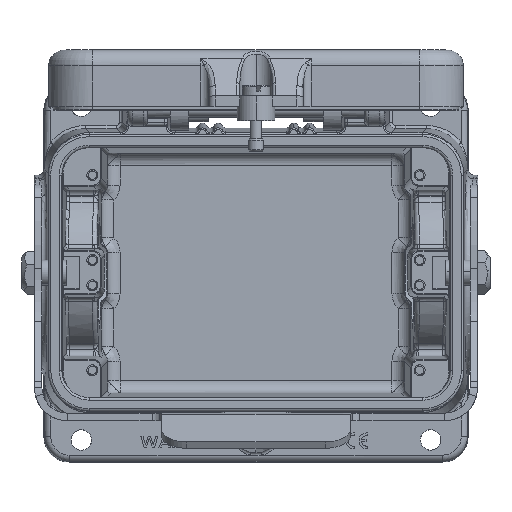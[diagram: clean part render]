
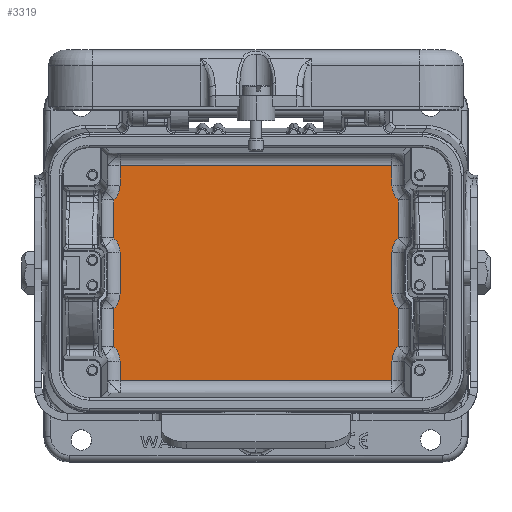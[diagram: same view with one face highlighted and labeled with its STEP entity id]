
A CAD part, top view. The second image highlights one B-rep face of the part: STEP entity #3319.
In plain terms, the highlighted planar face has unit normal (0, 0, 1).
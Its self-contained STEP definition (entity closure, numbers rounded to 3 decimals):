
#1248=FACE_OUTER_BOUND('',#7131,.T.);
#2419=B_SPLINE_CURVE_WITH_KNOTS('',3,(#30843,#30844,#30845,#30846),
 .UNSPECIFIED.,.F.,.F.,(4,4),(0.,1.),.UNSPECIFIED.);
#2420=B_SPLINE_CURVE_WITH_KNOTS('',3,(#30851,#30852,#30853,#30854),
 .UNSPECIFIED.,.F.,.F.,(4,4),(0.,1.),.UNSPECIFIED.);
#2421=B_SPLINE_CURVE_WITH_KNOTS('',3,(#30859,#30860,#30861,#30862),
 .UNSPECIFIED.,.F.,.F.,(4,4),(0.,1.),.UNSPECIFIED.);
#2422=B_SPLINE_CURVE_WITH_KNOTS('',3,(#30866,#30867,#30868,#30869),
 .UNSPECIFIED.,.F.,.F.,(4,4),(0.,1.),.UNSPECIFIED.);
#2423=B_SPLINE_CURVE_WITH_KNOTS('',3,(#30873,#30874,#30875,#30876),
 .UNSPECIFIED.,.F.,.F.,(4,4),(0.,1.),.UNSPECIFIED.);
#2424=B_SPLINE_CURVE_WITH_KNOTS('',3,(#30880,#30881,#30882,#30883),
 .UNSPECIFIED.,.F.,.F.,(4,4),(0.,1.),.UNSPECIFIED.);
#2425=B_SPLINE_CURVE_WITH_KNOTS('',3,(#30888,#30889,#30890,#30891),
 .UNSPECIFIED.,.F.,.F.,(4,4),(0.,1.),.UNSPECIFIED.);
#2426=B_SPLINE_CURVE_WITH_KNOTS('',3,(#30895,#30896,#30897,#30898),
 .UNSPECIFIED.,.F.,.F.,(4,4),(0.,1.),.UNSPECIFIED.);
#3319=ADVANCED_FACE('NONE',(#1248),#3949,.T.);
#3949=PLANE('',#17999);
#4892=LINE('',#29900,#5990);
#4914=LINE('',#30449,#6012);
#4937=LINE('',#30849,#6035);
#4938=LINE('',#30856,#6036);
#4939=LINE('',#30857,#6037);
#4940=LINE('',#30864,#6038);
#4941=LINE('',#30871,#6039);
#4942=LINE('',#30878,#6040);
#4943=LINE('',#30885,#6041);
#4944=LINE('',#30886,#6042);
#4945=LINE('',#30893,#6043);
#4946=LINE('',#30900,#6044);
#5990=VECTOR('',#20581,1.);
#6012=VECTOR('',#20647,1.);
#6035=VECTOR('',#20734,1.);
#6036=VECTOR('',#20735,1.);
#6037=VECTOR('',#20736,1.);
#6038=VECTOR('',#20737,1.);
#6039=VECTOR('',#20738,1.);
#6040=VECTOR('',#20739,1.);
#6041=VECTOR('',#20740,1.);
#6042=VECTOR('',#20741,1.);
#6043=VECTOR('',#20742,1.);
#6044=VECTOR('',#20743,1.);
#7131=EDGE_LOOP('',(#10607,#10608,#10609,#10610,#10611,#10612,#10613,#10614,
#10615,#10616,#10617,#10618,#10619,#10620,#10621,#10622,#10623,#10624,#10625,
#10626));
#10607=ORIENTED_EDGE('',*,*,#16080,.T.);
#10608=ORIENTED_EDGE('',*,*,#16081,.T.);
#10609=ORIENTED_EDGE('',*,*,#16082,.T.);
#10610=ORIENTED_EDGE('',*,*,#16083,.T.);
#10611=ORIENTED_EDGE('',*,*,#15947,.T.);
#10612=ORIENTED_EDGE('',*,*,#16084,.T.);
#10613=ORIENTED_EDGE('',*,*,#16085,.T.);
#10614=ORIENTED_EDGE('',*,*,#16086,.T.);
#10615=ORIENTED_EDGE('',*,*,#16087,.T.);
#10616=ORIENTED_EDGE('',*,*,#16088,.T.);
#10617=ORIENTED_EDGE('',*,*,#16089,.T.);
#10618=ORIENTED_EDGE('',*,*,#16090,.T.);
#10619=ORIENTED_EDGE('',*,*,#16091,.T.);
#10620=ORIENTED_EDGE('',*,*,#16092,.T.);
#10621=ORIENTED_EDGE('',*,*,#16014,.T.);
#10622=ORIENTED_EDGE('',*,*,#16093,.T.);
#10623=ORIENTED_EDGE('',*,*,#16094,.T.);
#10624=ORIENTED_EDGE('',*,*,#16095,.T.);
#10625=ORIENTED_EDGE('',*,*,#16096,.T.);
#10626=ORIENTED_EDGE('',*,*,#16097,.T.);
#13860=VERTEX_POINT('',#29899);
#13861=VERTEX_POINT('',#29901);
#13899=VERTEX_POINT('',#30450);
#13900=VERTEX_POINT('',#30451);
#13932=VERTEX_POINT('',#30847);
#13933=VERTEX_POINT('',#30848);
#13934=VERTEX_POINT('',#30850);
#13935=VERTEX_POINT('',#30855);
#13936=VERTEX_POINT('',#30858);
#13937=VERTEX_POINT('',#30863);
#13938=VERTEX_POINT('',#30865);
#13939=VERTEX_POINT('',#30870);
#13940=VERTEX_POINT('',#30872);
#13941=VERTEX_POINT('',#30877);
#13942=VERTEX_POINT('',#30879);
#13943=VERTEX_POINT('',#30884);
#13944=VERTEX_POINT('',#30887);
#13945=VERTEX_POINT('',#30892);
#13946=VERTEX_POINT('',#30894);
#13947=VERTEX_POINT('',#30899);
#15947=EDGE_CURVE('NONE',#13861,#13860,#4892,.T.);
#16014=EDGE_CURVE('NONE',#13899,#13900,#4914,.T.);
#16080=EDGE_CURVE('NONE',#13932,#13933,#2419,.T.);
#16081=EDGE_CURVE('NONE',#13933,#13934,#4937,.T.);
#16082=EDGE_CURVE('NONE',#13934,#13935,#2420,.T.);
#16083=EDGE_CURVE('NONE',#13935,#13861,#4938,.T.);
#16084=EDGE_CURVE('NONE',#13860,#13936,#4939,.T.);
#16085=EDGE_CURVE('NONE',#13936,#13937,#2421,.T.);
#16086=EDGE_CURVE('NONE',#13937,#13938,#4940,.T.);
#16087=EDGE_CURVE('NONE',#13938,#13939,#2422,.T.);
#16088=EDGE_CURVE('NONE',#13939,#13940,#4941,.T.);
#16089=EDGE_CURVE('NONE',#13940,#13941,#2423,.T.);
#16090=EDGE_CURVE('NONE',#13941,#13942,#4942,.T.);
#16091=EDGE_CURVE('NONE',#13942,#13943,#2424,.T.);
#16092=EDGE_CURVE('NONE',#13943,#13899,#4943,.T.);
#16093=EDGE_CURVE('NONE',#13900,#13944,#4944,.T.);
#16094=EDGE_CURVE('NONE',#13944,#13945,#2425,.T.);
#16095=EDGE_CURVE('NONE',#13945,#13946,#4945,.T.);
#16096=EDGE_CURVE('NONE',#13946,#13947,#2426,.T.);
#16097=EDGE_CURVE('NONE',#13947,#13932,#4946,.T.);
#17999=AXIS2_PLACEMENT_3D('',#30901,#20744,#20745);
#20581=DIRECTION('',(1.,0.,0.));
#20647=DIRECTION('',(-1.,0.,0.));
#20734=DIRECTION('',(0.,-1.,0.));
#20735=DIRECTION('',(0.,-1.,0.));
#20736=DIRECTION('',(0.,1.,0.));
#20737=DIRECTION('',(0.,1.,0.));
#20738=DIRECTION('',(0.,1.,0.));
#20739=DIRECTION('',(0.,1.,0.));
#20740=DIRECTION('',(0.,1.,0.));
#20741=DIRECTION('',(0.,-1.,0.));
#20742=DIRECTION('',(0.,-1.,0.));
#20743=DIRECTION('',(0.,-1.,0.));
#20744=DIRECTION('',(0.,0.,1.));
#20745=DIRECTION('',(0.,1.,0.));
#29899=CARTESIAN_POINT('',(43.206,-34.173,-55.069));
#29900=CARTESIAN_POINT('',(49.436,-34.173,-55.069));
#29901=CARTESIAN_POINT('',(-43.206,-34.173,-55.069));
#30449=CARTESIAN_POINT('',(-49.424,34.173,-55.069));
#30450=CARTESIAN_POINT('',(43.206,34.173,-55.069));
#30451=CARTESIAN_POINT('',(-43.206,34.173,-55.069));
#30843=CARTESIAN_POINT('',(-43.206,-6.546,-55.069));
#30844=CARTESIAN_POINT('',(-43.21,-8.392,-55.069));
#30845=CARTESIAN_POINT('',(-43.877,-9.955,-55.069));
#30846=CARTESIAN_POINT('',(-45.206,-11.236,-55.069));
#30847=CARTESIAN_POINT('',(-43.206,-6.546,-55.068));
#30848=CARTESIAN_POINT('',(-45.206,-11.236,-55.069));
#30849=CARTESIAN_POINT('',(-45.206,0.,-55.069));
#30850=CARTESIAN_POINT('',(-45.206,-23.264,-55.069));
#30851=CARTESIAN_POINT('',(-45.206,-23.264,-55.069));
#30852=CARTESIAN_POINT('',(-43.877,-24.545,-55.069));
#30853=CARTESIAN_POINT('',(-43.21,-26.108,-55.069));
#30854=CARTESIAN_POINT('',(-43.206,-27.954,-55.069));
#30855=CARTESIAN_POINT('',(-43.206,-27.954,-55.068));
#30856=CARTESIAN_POINT('',(-43.206,0.,-55.069));
#30857=CARTESIAN_POINT('',(43.206,0.,-55.069));
#30858=CARTESIAN_POINT('',(43.206,-27.954,-55.068));
#30859=CARTESIAN_POINT('',(43.206,-27.954,-55.069));
#30860=CARTESIAN_POINT('',(43.21,-26.108,-55.069));
#30861=CARTESIAN_POINT('',(43.877,-24.545,-55.069));
#30862=CARTESIAN_POINT('',(45.206,-23.264,-55.069));
#30863=CARTESIAN_POINT('',(45.206,-23.264,-55.069));
#30864=CARTESIAN_POINT('',(45.206,0.,-55.069));
#30865=CARTESIAN_POINT('',(45.206,-11.236,-55.069));
#30866=CARTESIAN_POINT('',(45.206,-11.236,-55.069));
#30867=CARTESIAN_POINT('',(43.877,-9.955,-55.069));
#30868=CARTESIAN_POINT('',(43.21,-8.392,-55.069));
#30869=CARTESIAN_POINT('',(43.206,-6.546,-55.069));
#30870=CARTESIAN_POINT('',(43.206,-6.546,-55.068));
#30871=CARTESIAN_POINT('',(43.206,0.,-55.069));
#30872=CARTESIAN_POINT('',(43.206,6.546,-55.068));
#30873=CARTESIAN_POINT('',(43.206,6.546,-55.069));
#30874=CARTESIAN_POINT('',(43.21,8.392,-55.069));
#30875=CARTESIAN_POINT('',(43.877,9.955,-55.069));
#30876=CARTESIAN_POINT('',(45.206,11.236,-55.069));
#30877=CARTESIAN_POINT('',(45.206,11.236,-55.069));
#30878=CARTESIAN_POINT('',(45.206,0.,-55.069));
#30879=CARTESIAN_POINT('',(45.206,23.264,-55.069));
#30880=CARTESIAN_POINT('',(45.206,23.264,-55.069));
#30881=CARTESIAN_POINT('',(43.877,24.545,-55.069));
#30882=CARTESIAN_POINT('',(43.21,26.108,-55.069));
#30883=CARTESIAN_POINT('',(43.206,27.954,-55.069));
#30884=CARTESIAN_POINT('',(43.206,27.954,-55.068));
#30885=CARTESIAN_POINT('',(43.206,0.,-55.069));
#30886=CARTESIAN_POINT('',(-43.206,0.,-55.069));
#30887=CARTESIAN_POINT('',(-43.206,27.954,-55.068));
#30888=CARTESIAN_POINT('',(-43.206,27.954,-55.069));
#30889=CARTESIAN_POINT('',(-43.21,26.108,-55.069));
#30890=CARTESIAN_POINT('',(-43.877,24.545,-55.069));
#30891=CARTESIAN_POINT('',(-45.206,23.264,-55.069));
#30892=CARTESIAN_POINT('',(-45.206,23.264,-55.069));
#30893=CARTESIAN_POINT('',(-45.206,0.,-55.069));
#30894=CARTESIAN_POINT('',(-45.206,11.236,-55.069));
#30895=CARTESIAN_POINT('',(-45.206,11.236,-55.069));
#30896=CARTESIAN_POINT('',(-43.877,9.955,-55.069));
#30897=CARTESIAN_POINT('',(-43.21,8.392,-55.069));
#30898=CARTESIAN_POINT('',(-43.206,6.546,-55.069));
#30899=CARTESIAN_POINT('',(-43.206,6.546,-55.068));
#30900=CARTESIAN_POINT('',(-43.206,0.,-55.069));
#30901=CARTESIAN_POINT('',(0.,0.,-55.069));
